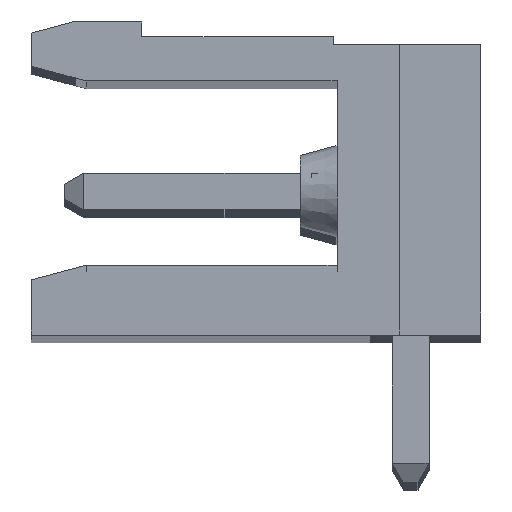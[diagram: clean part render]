
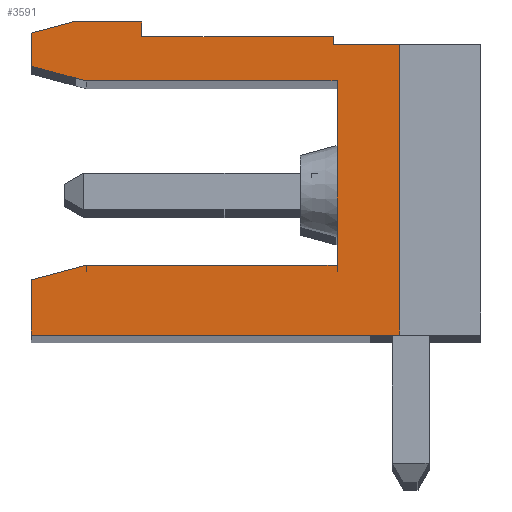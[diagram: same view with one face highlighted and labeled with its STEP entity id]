
A CAD part, top view. The second image highlights one B-rep face of the part: STEP entity #3591.
In plain terms, the highlighted planar face has unit normal (0, 0, 1).
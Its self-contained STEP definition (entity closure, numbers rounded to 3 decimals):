
#3591 = ADVANCED_FACE( '', ( #7418 ), #7419, .T. );
#7418 = FACE_OUTER_BOUND( '', #11412, .T. );
#7419 = PLANE( '', #11413 );
#11412 = EDGE_LOOP( '', ( #22348, #22349, #22350, #22351, #22352, #22353, #22354, #22355, #22356, #22357, #22358, #22359, #22360, #22361, #22362 ) );
#11413 = AXIS2_PLACEMENT_3D( '', #22363, #22364, #22365 );
#22348 = ORIENTED_EDGE( '', *, *, #24826, .T. );
#22349 = ORIENTED_EDGE( '', *, *, #25675, .T. );
#22350 = ORIENTED_EDGE( '', *, *, #27024, .T. );
#22351 = ORIENTED_EDGE( '', *, *, #28149, .T. );
#22352 = ORIENTED_EDGE( '', *, *, #26402, .F. );
#22353 = ORIENTED_EDGE( '', *, *, #23882, .T. );
#22354 = ORIENTED_EDGE( '', *, *, #28018, .F. );
#22355 = ORIENTED_EDGE( '', *, *, #25718, .F. );
#22356 = ORIENTED_EDGE( '', *, *, #26271, .F. );
#22357 = ORIENTED_EDGE( '', *, *, #26595, .T. );
#22358 = ORIENTED_EDGE( '', *, *, #26236, .T. );
#22359 = ORIENTED_EDGE( '', *, *, #27759, .T. );
#22360 = ORIENTED_EDGE( '', *, *, #24731, .T. );
#22361 = ORIENTED_EDGE( '', *, *, #24184, .T. );
#22362 = ORIENTED_EDGE( '', *, *, #25769, .T. );
#22363 = CARTESIAN_POINT( '', ( 194.225, 204.71, 106.68 ) );
#22364 = DIRECTION( '', ( 0., 0., 1. ) );
#22365 = DIRECTION( '', ( 1., 0., 0. ) );
#23882 = EDGE_CURVE( '', #28643, #28644, #28645, .T. );
#24184 = EDGE_CURVE( '', #29176, #29174, #29177, .T. );
#24731 = EDGE_CURVE( '', #30141, #29176, #30145, .T. );
#24826 = EDGE_CURVE( '', #30309, #30307, #30310, .T. );
#25675 = EDGE_CURVE( '', #30307, #31650, #31652, .T. );
#25718 = EDGE_CURVE( '', #31715, #31718, #31719, .T. );
#25769 = EDGE_CURVE( '', #29174, #30309, #31800, .T. );
#26236 = EDGE_CURVE( '', #32509, #32507, #32510, .T. );
#26271 = EDGE_CURVE( '', #32558, #31715, #32561, .T. );
#26402 = EDGE_CURVE( '', #28643, #32766, #32767, .T. );
#26595 = EDGE_CURVE( '', #32558, #32509, #33031, .T. );
#27024 = EDGE_CURVE( '', #31650, #33606, #33608, .T. );
#27759 = EDGE_CURVE( '', #32507, #30141, #34487, .T. );
#28018 = EDGE_CURVE( '', #31718, #28644, #34773, .T. );
#28149 = EDGE_CURVE( '', #33606, #32766, #34913, .T. );
#28643 = VERTEX_POINT( '', #35549 );
#28644 = VERTEX_POINT( '', #35550 );
#28645 = LINE( '', #35551, #35552 );
#29174 = VERTEX_POINT( '', #36321 );
#29176 = VERTEX_POINT( '', #36324 );
#29177 = LINE( '', #36325, #36326 );
#30141 = VERTEX_POINT( '', #37732 );
#30145 = LINE( '', #37738, #37739 );
#30307 = VERTEX_POINT( '', #37958 );
#30309 = VERTEX_POINT( '', #37961 );
#30310 = LINE( '', #37962, #37963 );
#31650 = VERTEX_POINT( '', #39959 );
#31652 = LINE( '', #39962, #39963 );
#31715 = VERTEX_POINT( '', #40055 );
#31718 = VERTEX_POINT( '', #40059 );
#31719 = LINE( '', #40060, #40061 );
#31800 = LINE( '', #40178, #40179 );
#32507 = VERTEX_POINT( '', #41262 );
#32509 = VERTEX_POINT( '', #41265 );
#32510 = LINE( '', #41266, #41267 );
#32558 = VERTEX_POINT( '', #41342 );
#32561 = LINE( '', #41346, #41347 );
#32766 = VERTEX_POINT( '', #41673 );
#32767 = LINE( '', #41674, #41675 );
#33031 = LINE( '', #42069, #42070 );
#33606 = VERTEX_POINT( '', #42936 );
#33608 = LINE( '', #42939, #42940 );
#34487 = LINE( '', #44281, #44282 );
#34773 = LINE( '', #44698, #44699 );
#34913 = LINE( '', #44906, #44907 );
#35549 = CARTESIAN_POINT( '', ( 204.225, 196.21, 106.68 ) );
#35550 = CARTESIAN_POINT( '', ( 204.225, 204.11, 106.68 ) );
#35551 = CARTESIAN_POINT( '', ( 204.225, 204.71, 106.68 ) );
#35552 = VECTOR( '', #45270, 1000. );
#36321 = CARTESIAN_POINT( '', ( 195.718, 203.11, 106.68 ) );
#36324 = CARTESIAN_POINT( '', ( 194.225, 203.51, 106.68 ) );
#36325 = CARTESIAN_POINT( '', ( 193.925, 203.591, 106.68 ) );
#36326 = VECTOR( '', #45533, 1000. );
#37732 = CARTESIAN_POINT( '', ( 194.225, 204.41, 106.68 ) );
#37738 = CARTESIAN_POINT( '', ( 194.225, 204.31, 106.68 ) );
#37739 = VECTOR( '', #46038, 1000. );
#37958 = CARTESIAN_POINT( '', ( 202.525, 198.11, 106.68 ) );
#37961 = CARTESIAN_POINT( '', ( 202.525, 203.11, 106.68 ) );
#37962 = CARTESIAN_POINT( '', ( 202.525, 204.71, 106.68 ) );
#37963 = VECTOR( '', #46166, 1000. );
#39959 = CARTESIAN_POINT( '', ( 195.725, 198.11, 106.68 ) );
#39962 = CARTESIAN_POINT( '', ( 194.225, 198.11, 106.68 ) );
#39963 = VECTOR( '', #46905, 1000. );
#40055 = CARTESIAN_POINT( '', ( 202.425, 204.31, 106.68 ) );
#40059 = CARTESIAN_POINT( '', ( 202.425, 204.11, 106.68 ) );
#40060 = CARTESIAN_POINT( '', ( 202.425, 204.11, 106.68 ) );
#40061 = VECTOR( '', #46939, 1000. );
#40178 = CARTESIAN_POINT( '', ( 194.225, 203.11, 106.68 ) );
#40179 = VECTOR( '', #46982, 1000. );
#41262 = CARTESIAN_POINT( '', ( 195.345, 204.71, 106.68 ) );
#41265 = CARTESIAN_POINT( '', ( 197.225, 204.71, 106.68 ) );
#41266 = CARTESIAN_POINT( '', ( 195.718, 204.71, 106.68 ) );
#41267 = VECTOR( '', #47351, 1000. );
#41342 = CARTESIAN_POINT( '', ( 197.225, 204.31, 106.68 ) );
#41346 = CARTESIAN_POINT( '', ( 202.425, 204.31, 106.68 ) );
#41347 = VECTOR( '', #47380, 1000. );
#41673 = CARTESIAN_POINT( '', ( 194.225, 196.21, 106.68 ) );
#41674 = CARTESIAN_POINT( '', ( 194.225, 196.21, 106.68 ) );
#41675 = VECTOR( '', #47502, 1000. );
#42069 = CARTESIAN_POINT( '', ( 197.225, 204.81, 106.68 ) );
#42070 = VECTOR( '', #47660, 1000. );
#42936 = CARTESIAN_POINT( '', ( 194.225, 197.708, 106.68 ) );
#42939 = CARTESIAN_POINT( '', ( 195.976, 198.177, 106.68 ) );
#42940 = VECTOR( '', #47992, 1000. );
#44281 = CARTESIAN_POINT( '', ( 194.225, 204.41, 106.68 ) );
#44282 = VECTOR( '', #48479, 1000. );
#44698 = CARTESIAN_POINT( '', ( 206.425, 204.11, 106.68 ) );
#44699 = VECTOR( '', #48631, 1000. );
#44906 = CARTESIAN_POINT( '', ( 194.225, 204.31, 106.68 ) );
#44907 = VECTOR( '', #48702, 1000. );
#45270 = DIRECTION( '', ( 0., 1., 0. ) );
#45533 = DIRECTION( '', ( 0.966, -0.259, 0. ) );
#46038 = DIRECTION( '', ( 0., -1., 0. ) );
#46166 = DIRECTION( '', ( 0., -1., 0. ) );
#46905 = DIRECTION( '', ( -1., 0., 0. ) );
#46939 = DIRECTION( '', ( 0., -1., 0. ) );
#46982 = DIRECTION( '', ( 1., 0., 0. ) );
#47351 = DIRECTION( '', ( -1., 0., 0. ) );
#47380 = DIRECTION( '', ( 1., 0., 0. ) );
#47502 = DIRECTION( '', ( -1., 0., 0. ) );
#47660 = DIRECTION( '', ( 0., 1., 0. ) );
#47992 = DIRECTION( '', ( -0.966, -0.259, 0. ) );
#48479 = DIRECTION( '', ( -0.966, -0.259, 0. ) );
#48631 = DIRECTION( '', ( 1., 0., 0. ) );
#48702 = DIRECTION( '', ( 0., -1., 0. ) );
